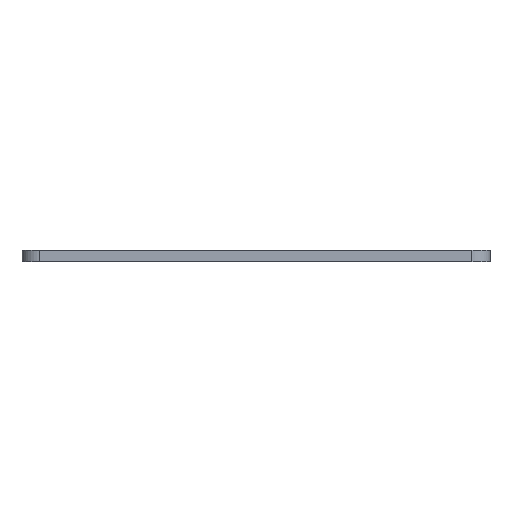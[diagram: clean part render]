
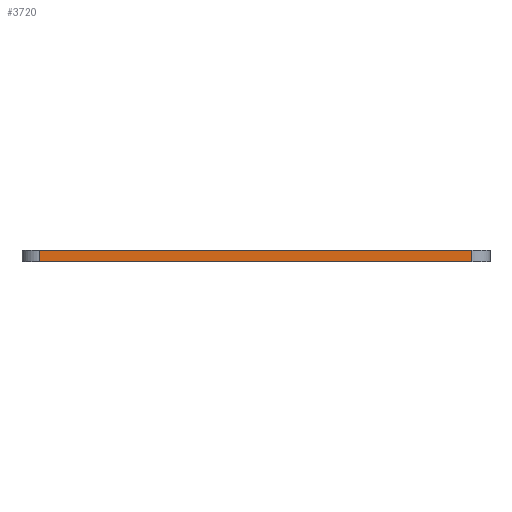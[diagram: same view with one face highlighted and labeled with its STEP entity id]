
A CAD part, front view. The second image highlights one B-rep face of the part: STEP entity #3720.
In plain terms, the highlighted planar face has unit normal (0, -1, 0).
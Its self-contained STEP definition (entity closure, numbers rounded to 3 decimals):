
#84 = PLANE('',#85);
#85 = AXIS2_PLACEMENT_3D('',#86,#87,#88);
#86 = CARTESIAN_POINT('',(148.501,-105.004,1.6));
#87 = DIRECTION('',(0.,0.,1.));
#88 = DIRECTION('',(1.,0.,-0.));
#112 = CYLINDRICAL_SURFACE('',#113,2.54);
#113 = AXIS2_PLACEMENT_3D('',#114,#115,#116);
#114 = CARTESIAN_POINT('',(118.021,-150.724,0.));
#115 = DIRECTION('',(-0.,-0.,-1.));
#116 = DIRECTION('',(1.,0.,-0.));
#139 = PLANE('',#140);
#140 = AXIS2_PLACEMENT_3D('',#141,#142,#143);
#141 = CARTESIAN_POINT('',(148.501,-105.004,0.));
#142 = DIRECTION('',(0.,0.,1.));
#143 = DIRECTION('',(1.,0.,-0.));
#232 = VERTEX_POINT('',#233);
#233 = CARTESIAN_POINT('',(118.021,-153.264,1.6));
#255 = EDGE_CURVE('',#256,#232,#258,.T.);
#256 = VERTEX_POINT('',#257);
#257 = CARTESIAN_POINT('',(118.021,-153.264,0.));
#258 = SURFACE_CURVE('',#259,(#263,#270),.PCURVE_S1.);
#259 = LINE('',#260,#261);
#260 = CARTESIAN_POINT('',(118.021,-153.264,0.));
#261 = VECTOR('',#262,1.);
#262 = DIRECTION('',(0.,0.,1.));
#263 = PCURVE('',#112,#264);
#264 = DEFINITIONAL_REPRESENTATION('',(#265),#269);
#265 = LINE('',#266,#267);
#266 = CARTESIAN_POINT('',(-4.712,0.));
#267 = VECTOR('',#268,1.);
#268 = DIRECTION('',(-0.,-1.));
#269 = ( GEOMETRIC_REPRESENTATION_CONTEXT(2) 
PARAMETRIC_REPRESENTATION_CONTEXT() REPRESENTATION_CONTEXT('2D SPACE',''
  ) );
#270 = PCURVE('',#271,#276);
#271 = PLANE('',#272);
#272 = AXIS2_PLACEMENT_3D('',#273,#274,#275);
#273 = CARTESIAN_POINT('',(178.981,-153.264,0.));
#274 = DIRECTION('',(0.,-1.,0.));
#275 = DIRECTION('',(-1.,0.,0.));
#276 = DEFINITIONAL_REPRESENTATION('',(#277),#281);
#277 = LINE('',#278,#279);
#278 = CARTESIAN_POINT('',(60.96,0.));
#279 = VECTOR('',#280,1.);
#280 = DIRECTION('',(0.,-1.));
#281 = ( GEOMETRIC_REPRESENTATION_CONTEXT(2) 
PARAMETRIC_REPRESENTATION_CONTEXT() REPRESENTATION_CONTEXT('2D SPACE',''
  ) );
#310 = EDGE_CURVE('',#311,#256,#313,.T.);
#311 = VERTEX_POINT('',#312);
#312 = CARTESIAN_POINT('',(178.981,-153.264,0.));
#313 = SURFACE_CURVE('',#314,(#318,#325),.PCURVE_S1.);
#314 = LINE('',#315,#316);
#315 = CARTESIAN_POINT('',(178.981,-153.264,0.));
#316 = VECTOR('',#317,1.);
#317 = DIRECTION('',(-1.,0.,0.));
#318 = PCURVE('',#139,#319);
#319 = DEFINITIONAL_REPRESENTATION('',(#320),#324);
#320 = LINE('',#321,#322);
#321 = CARTESIAN_POINT('',(30.48,-48.26));
#322 = VECTOR('',#323,1.);
#323 = DIRECTION('',(-1.,0.));
#324 = ( GEOMETRIC_REPRESENTATION_CONTEXT(2) 
PARAMETRIC_REPRESENTATION_CONTEXT() REPRESENTATION_CONTEXT('2D SPACE',''
  ) );
#325 = PCURVE('',#271,#326);
#326 = DEFINITIONAL_REPRESENTATION('',(#327),#331);
#327 = LINE('',#328,#329);
#328 = CARTESIAN_POINT('',(0.,0.));
#329 = VECTOR('',#330,1.);
#330 = DIRECTION('',(1.,0.));
#331 = ( GEOMETRIC_REPRESENTATION_CONTEXT(2) 
PARAMETRIC_REPRESENTATION_CONTEXT() REPRESENTATION_CONTEXT('2D SPACE',''
  ) );
#350 = CYLINDRICAL_SURFACE('',#351,2.54);
#351 = AXIS2_PLACEMENT_3D('',#352,#353,#354);
#352 = CARTESIAN_POINT('',(178.981,-150.724,0.));
#353 = DIRECTION('',(-0.,-0.,-1.));
#354 = DIRECTION('',(1.,0.,-0.));
#2152 = EDGE_CURVE('',#2153,#232,#2155,.T.);
#2153 = VERTEX_POINT('',#2154);
#2154 = CARTESIAN_POINT('',(178.981,-153.264,1.6));
#2155 = SURFACE_CURVE('',#2156,(#2160,#2167),.PCURVE_S1.);
#2156 = LINE('',#2157,#2158);
#2157 = CARTESIAN_POINT('',(178.981,-153.264,1.6));
#2158 = VECTOR('',#2159,1.);
#2159 = DIRECTION('',(-1.,0.,0.));
#2160 = PCURVE('',#84,#2161);
#2161 = DEFINITIONAL_REPRESENTATION('',(#2162),#2166);
#2162 = LINE('',#2163,#2164);
#2163 = CARTESIAN_POINT('',(30.48,-48.26));
#2164 = VECTOR('',#2165,1.);
#2165 = DIRECTION('',(-1.,0.));
#2166 = ( GEOMETRIC_REPRESENTATION_CONTEXT(2) 
PARAMETRIC_REPRESENTATION_CONTEXT() REPRESENTATION_CONTEXT('2D SPACE',''
  ) );
#2167 = PCURVE('',#271,#2168);
#2168 = DEFINITIONAL_REPRESENTATION('',(#2169),#2173);
#2169 = LINE('',#2170,#2171);
#2170 = CARTESIAN_POINT('',(0.,-1.6));
#2171 = VECTOR('',#2172,1.);
#2172 = DIRECTION('',(1.,0.));
#2173 = ( GEOMETRIC_REPRESENTATION_CONTEXT(2) 
PARAMETRIC_REPRESENTATION_CONTEXT() REPRESENTATION_CONTEXT('2D SPACE',''
  ) );
#3720 = ADVANCED_FACE('',(#3721),#271,.T.);
#3721 = FACE_BOUND('',#3722,.T.);
#3722 = EDGE_LOOP('',(#3723,#3744,#3745,#3746));
#3723 = ORIENTED_EDGE('',*,*,#3724,.T.);
#3724 = EDGE_CURVE('',#311,#2153,#3725,.T.);
#3725 = SURFACE_CURVE('',#3726,(#3730,#3737),.PCURVE_S1.);
#3726 = LINE('',#3727,#3728);
#3727 = CARTESIAN_POINT('',(178.981,-153.264,0.));
#3728 = VECTOR('',#3729,1.);
#3729 = DIRECTION('',(0.,0.,1.));
#3730 = PCURVE('',#271,#3731);
#3731 = DEFINITIONAL_REPRESENTATION('',(#3732),#3736);
#3732 = LINE('',#3733,#3734);
#3733 = CARTESIAN_POINT('',(0.,0.));
#3734 = VECTOR('',#3735,1.);
#3735 = DIRECTION('',(0.,-1.));
#3736 = ( GEOMETRIC_REPRESENTATION_CONTEXT(2) 
PARAMETRIC_REPRESENTATION_CONTEXT() REPRESENTATION_CONTEXT('2D SPACE',''
  ) );
#3737 = PCURVE('',#350,#3738);
#3738 = DEFINITIONAL_REPRESENTATION('',(#3739),#3743);
#3739 = LINE('',#3740,#3741);
#3740 = CARTESIAN_POINT('',(-4.712,0.));
#3741 = VECTOR('',#3742,1.);
#3742 = DIRECTION('',(-0.,-1.));
#3743 = ( GEOMETRIC_REPRESENTATION_CONTEXT(2) 
PARAMETRIC_REPRESENTATION_CONTEXT() REPRESENTATION_CONTEXT('2D SPACE',''
  ) );
#3744 = ORIENTED_EDGE('',*,*,#2152,.T.);
#3745 = ORIENTED_EDGE('',*,*,#255,.F.);
#3746 = ORIENTED_EDGE('',*,*,#310,.F.);
